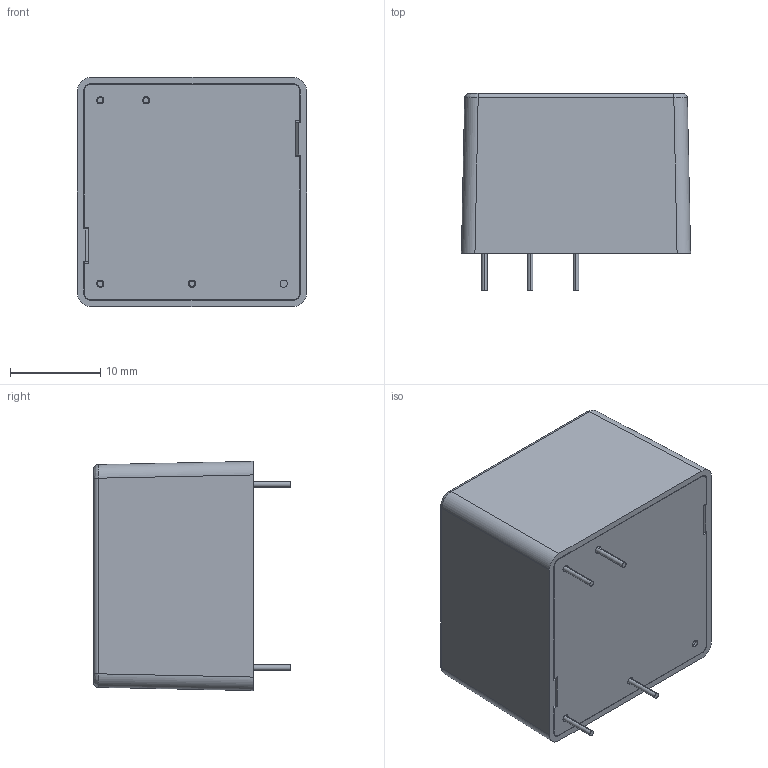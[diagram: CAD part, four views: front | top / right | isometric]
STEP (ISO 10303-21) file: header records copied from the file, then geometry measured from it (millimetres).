
FILE_DESCRIPTION((''),'2;1');
FILE_NAME('LD05-23BXXR2_ASM','2020-06-11T',('eng608'),(''),'PRO/ENGINEER BY PARAMETRIC TECHNOLOGY CORPORATION, 2014000','PRO/ENGINEER BY PARAMETRIC TECHNOLOGY CORPORATION, 2014000','');
FILE_SCHEMA(('CONFIG_CONTROL_DESIGN'));
Length unit declared in the file: millimetre
Products named in the file (10): TOP_HOUSING_102_1; BOTTOM_HOUSING_62_1; 16010014_AF2_13_1; 16010014_AF5_13_1; 16010014_AF3_13_1; 16010014_AF4_13_1; LDE05-DXW-SSR-SC2542_V2_AF0_ASM_ASM; 0_08W_ASM_199_ASM_1_ASM; 0_08W_ASM_ASM_1_ASM; LD05-23BXXR2_ASM
Assembly tree (9 placements, depth 5):
  LD05-23BXXR2_ASM
    0_08W_ASM_ASM_1_ASM
      0_08W_ASM_199_ASM_1_ASM
        TOP_HOUSING_102_1
        BOTTOM_HOUSING_62_1
        LDE05-DXW-SSR-SC2542_V2_AF0_ASM_ASM
          16010014_AF2_13_1
          16010014_AF5_13_1
          16010014_AF3_13_1
          16010014_AF4_13_1
Bounding box: 25.4 x 21.8 x 25.4 mm (x, y, z)
Volume: 2020.1 mm3; surface area: 5980.1 mm2
Topology: 6 solids, 6 shells, 187 faces, 483 edges, 320 vertices
Faces by surface type: plane 109, cylinder 61, cone 10, bspline 4, torus 3
Entity records: 7800 total; most frequent: CARTESIAN_POINT 1356, DIRECTION 1019, ORIENTED_EDGE 966, PRESENTATION_STYLE_ASSIGNMENT 489, STYLED_ITEM 489, CURVE_STYLE 483, EDGE_CURVE 483, AXIS2_PLACEMENT_3D 348
